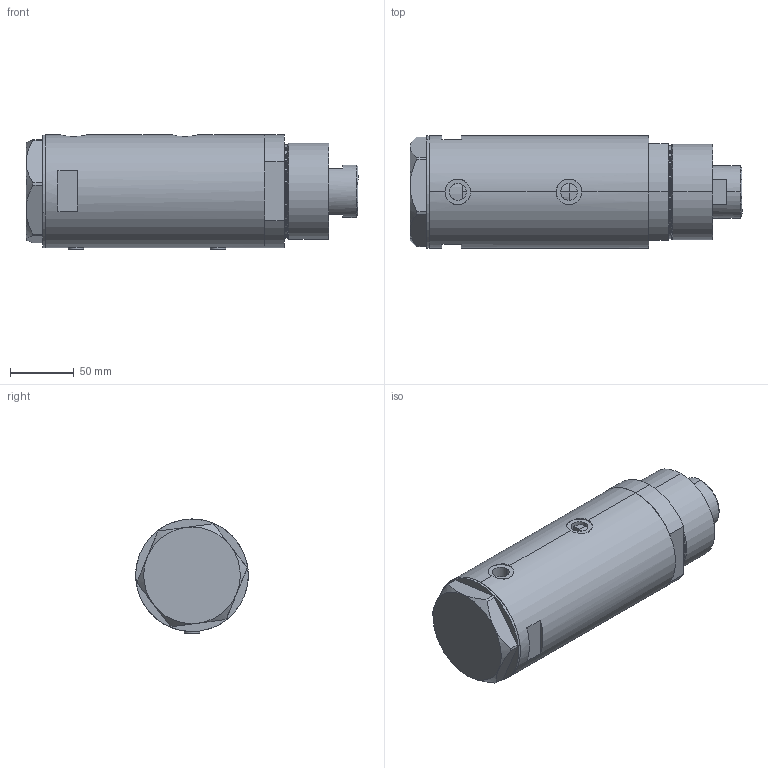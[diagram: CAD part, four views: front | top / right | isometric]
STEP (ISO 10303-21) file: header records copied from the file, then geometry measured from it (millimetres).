
FILE_DESCRIPTION (( 'STEP AP203' ), '1' );
FILE_NAME ('aabc.STEP', '2022-04-15T02:13:06', ( '' ), ( '' ), 'SwSTEP 2.0', 'SolidWorks 2019', '' );
FILE_SCHEMA (( 'CONFIG_CONTROL_DESIGN' ));
Length unit declared in the file: millimetre
Products named in the file (5): V270CG_MIDDLE 37692d893961ac3563feb51530b9a162; V270CG_FRONT 37692d893961ac3563feb51530b9a162; V270CG_VC 37692d893961ac3563feb51530b9a162; aabc; V270CG_BACK 37692d893961ac3563feb51530b9a162
Assembly tree (4 placements, depth 2):
  aabc
    V270CG_MIDDLE 37692d893961ac3563feb51530b9a162
    V270CG_BACK 37692d893961ac3563feb51530b9a162
    V270CG_FRONT 37692d893961ac3563feb51530b9a162
    V270CG_VC 37692d893961ac3563feb51530b9a162
Bounding box: 259.47 x 88 x 89.1 mm (x, y, z)
Volume: 1337020 mm3; surface area: 200711.5 mm2
Topology: 4 solids, 4 shells, 126 faces, 294 edges, 179 vertices
Faces by surface type: cylinder 53, plane 53, cone 16, torus 4
Entity records: 4833 total; most frequent: CARTESIAN_POINT 1404, DIRECTION 644, ORIENTED_EDGE 584, EDGE_CURVE 292, AXIS2_PLACEMENT_3D 259, VERTEX_POINT 179, EDGE_LOOP 143, FACE_OUTER_BOUND 126
